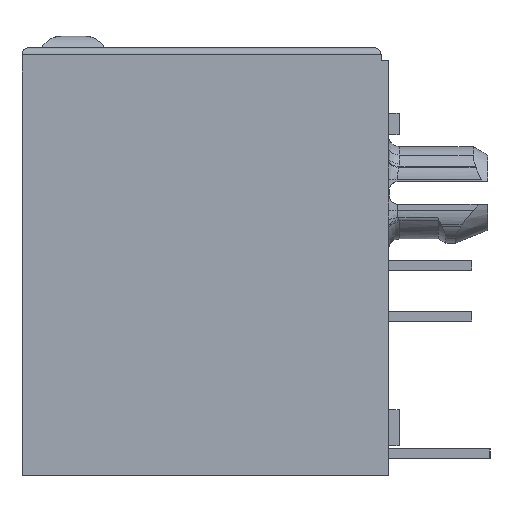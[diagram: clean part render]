
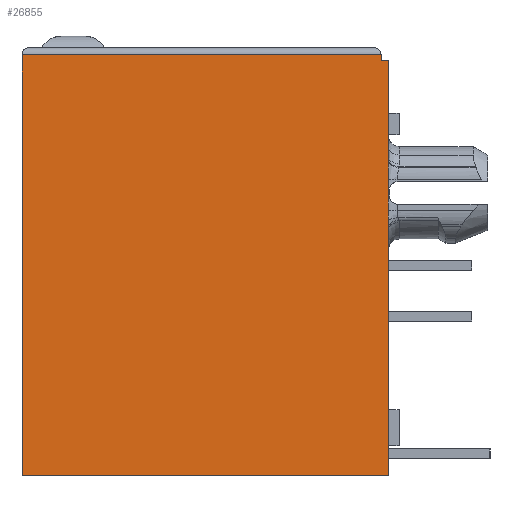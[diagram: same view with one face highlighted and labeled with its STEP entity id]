
A CAD part, left-side view. The second image highlights one B-rep face of the part: STEP entity #26855.
In plain terms, the highlighted planar face has unit normal (-1, 0, 0).
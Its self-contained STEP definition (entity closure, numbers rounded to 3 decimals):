
#386 = CARTESIAN_POINT ( 'NONE',  ( -7.937, -2.77, -0.193 ) ) ;
#814 = DIRECTION ( 'NONE',  ( -1., 0., 0. ) ) ;
#1068 = LINE ( 'NONE', #18882, #26639 ) ;
#1384 = CARTESIAN_POINT ( 'NONE',  ( -7.937, -2.77, -1.55 ) ) ;
#1524 = CARTESIAN_POINT ( 'NONE',  ( -7.937, -2.77, 0.198 ) ) ;
#2053 = VECTOR ( 'NONE', #25437, 1000. ) ;
#2585 = VERTEX_POINT ( 'NONE', #20072 ) ;
#2663 = LINE ( 'NONE', #17972, #14696 ) ;
#3221 = CARTESIAN_POINT ( 'NONE',  ( -7.937, -2.77, 5.638 ) ) ;
#4327 = DIRECTION ( 'NONE',  ( 0., 0., 1. ) ) ;
#4419 = DIRECTION ( 'NONE',  ( 0., 1., 0. ) ) ;
#4527 = EDGE_CURVE ( 'NONE', #11089, #5377, #27441, .T. ) ;
#4534 = CARTESIAN_POINT ( 'NONE',  ( -7.937, -2.77, 2.041 ) ) ;
#4610 = VERTEX_POINT ( 'NONE', #15332 ) ;
#4932 = CARTESIAN_POINT ( 'NONE',  ( -7.937, -2.516, 5.816 ) ) ;
#4950 = VECTOR ( 'NONE', #28162, 1000. ) ;
#5010 = CARTESIAN_POINT ( 'NONE',  ( -7.937, -2.77, 5.638 ) ) ;
#5223 = DIRECTION ( 'NONE',  ( 0., 0., 1. ) ) ;
#5312 = DIRECTION ( 'NONE',  ( 0., 0., 1. ) ) ;
#5377 = VERTEX_POINT ( 'NONE', #12135 ) ;
#5544 = CARTESIAN_POINT ( 'NONE',  ( -7.937, 3.643, -8.916 ) ) ;
#5789 = AXIS2_PLACEMENT_3D ( 'NONE', #12102, #814, #16635 ) ;
#5923 = CARTESIAN_POINT ( 'NONE',  ( -7.937, 10.057, -8.916 ) ) ;
#6205 = LINE ( 'NONE', #16023, #18228 ) ;
#6400 = LINE ( 'NONE', #3221, #18423 ) ;
#6472 = LINE ( 'NONE', #5010, #26707 ) ;
#6619 = EDGE_CURVE ( 'NONE', #7458, #9574, #22442, .T. ) ;
#6812 = VECTOR ( 'NONE', #4327, 1000. ) ;
#6929 = DIRECTION ( 'NONE',  ( 0., 0., 1. ) ) ;
#7098 = EDGE_CURVE ( 'NONE', #25608, #20518, #6472, .T. ) ;
#7458 = VERTEX_POINT ( 'NONE', #14093 ) ;
#7544 = DIRECTION ( 'NONE',  ( 0., 1., 0. ) ) ;
#8136 = LINE ( 'NONE', #1384, #18803 ) ;
#9312 = VECTOR ( 'NONE', #21322, 1000. ) ;
#9574 = VERTEX_POINT ( 'NONE', #21215 ) ;
#9984 = EDGE_CURVE ( 'NONE', #9574, #22292, #28034, .T. ) ;
#10178 = LINE ( 'NONE', #11829, #2053 ) ;
#11089 = VERTEX_POINT ( 'NONE', #17415 ) ;
#11576 = ORIENTED_EDGE ( 'NONE', *, *, #4527, .T. ) ;
#11829 = CARTESIAN_POINT ( 'NONE',  ( -7.937, -2.77, -8.916 ) ) ;
#12084 = ORIENTED_EDGE ( 'NONE', *, *, #16712, .T. ) ;
#12097 = VERTEX_POINT ( 'NONE', #28908 ) ;
#12099 = LINE ( 'NONE', #24461, #23453 ) ;
#12102 = CARTESIAN_POINT ( 'NONE',  ( -7.937, -2.77, -8.916 ) ) ;
#12135 = CARTESIAN_POINT ( 'NONE',  ( -7.937, -2.77, 1.451 ) ) ;
#12532 = VERTEX_POINT ( 'NONE', #13193 ) ;
#12960 = CARTESIAN_POINT ( 'NONE',  ( -7.937, -2.77, -1.55 ) ) ;
#13030 = ORIENTED_EDGE ( 'NONE', *, *, #7098, .F. ) ;
#13188 = ORIENTED_EDGE ( 'NONE', *, *, #14572, .T. ) ;
#13193 = CARTESIAN_POINT ( 'NONE',  ( -7.937, -2.77, 5.638 ) ) ;
#14009 = EDGE_CURVE ( 'NONE', #12097, #4610, #6205, .T. ) ;
#14093 = CARTESIAN_POINT ( 'NONE',  ( -7.937, -2.77, 0.025 ) ) ;
#14424 = VERTEX_POINT ( 'NONE', #5923 ) ;
#14572 = EDGE_CURVE ( 'NONE', #27613, #25944, #2663, .T. ) ;
#14696 = VECTOR ( 'NONE', #4419, 1000. ) ;
#14953 = VECTOR ( 'NONE', #22353, 1000. ) ;
#15047 = CARTESIAN_POINT ( 'NONE',  ( -7.937, -2.77, -0.295 ) ) ;
#15069 = DIRECTION ( 'NONE',  ( 0., 0., 1. ) ) ;
#15226 = DIRECTION ( 'NONE',  ( 0., 0., 1. ) ) ;
#15234 = EDGE_CURVE ( 'NONE', #12532, #2585, #18569, .T. ) ;
#15332 = CARTESIAN_POINT ( 'NONE',  ( -7.937, -2.77, 2.224 ) ) ;
#15653 = ORIENTED_EDGE ( 'NONE', *, *, #17572, .T. ) ;
#15992 = ORIENTED_EDGE ( 'NONE', *, *, #16005, .T. ) ;
#16005 = EDGE_CURVE ( 'NONE', #16189, #12097, #17830, .T. ) ;
#16023 = CARTESIAN_POINT ( 'NONE',  ( -7.937, -2.77, -1.55 ) ) ;
#16103 = CARTESIAN_POINT ( 'NONE',  ( -7.937, -2.77, -8.916 ) ) ;
#16189 = VERTEX_POINT ( 'NONE', #4534 ) ;
#16635 = DIRECTION ( 'NONE',  ( 0., 0., 1. ) ) ;
#16712 = EDGE_CURVE ( 'NONE', #25944, #14424, #27054, .T. ) ;
#16741 = CARTESIAN_POINT ( 'NONE',  ( -7.937, 3.643, 5.638 ) ) ;
#17415 = CARTESIAN_POINT ( 'NONE',  ( -7.937, -2.77, 1.016 ) ) ;
#17572 = EDGE_CURVE ( 'NONE', #18992, #7458, #12099, .T. ) ;
#17738 = ORIENTED_EDGE ( 'NONE', *, *, #15234, .T. ) ;
#17830 = LINE ( 'NONE', #12960, #23162 ) ;
#17915 = ORIENTED_EDGE ( 'NONE', *, *, #25564, .T. ) ;
#17972 = CARTESIAN_POINT ( 'NONE',  ( -7.937, 3.643, 5.816 ) ) ;
#18121 = LINE ( 'NONE', #20177, #6812 ) ;
#18228 = VECTOR ( 'NONE', #6929, 1000. ) ;
#18423 = VECTOR ( 'NONE', #19067, 1000. ) ;
#18569 = LINE ( 'NONE', #16741, #24617 ) ;
#18803 = VECTOR ( 'NONE', #19534, 1000. ) ;
#18882 = CARTESIAN_POINT ( 'NONE',  ( -7.937, -2.77, -1.55 ) ) ;
#18992 = VERTEX_POINT ( 'NONE', #386 ) ;
#19067 = DIRECTION ( 'NONE',  ( 0., 0., -1. ) ) ;
#19212 = CARTESIAN_POINT ( 'NONE',  ( -7.937, 10.057, 5.816 ) ) ;
#19534 = DIRECTION ( 'NONE',  ( 0., 0., 1. ) ) ;
#19636 = EDGE_CURVE ( 'NONE', #5377, #16189, #1068, .T. ) ;
#19646 = CARTESIAN_POINT ( 'NONE',  ( -7.937, -2.77, 0.965 ) ) ;
#19672 = EDGE_CURVE ( 'NONE', #12532, #4610, #6400, .T. ) ;
#19789 = ORIENTED_EDGE ( 'NONE', *, *, #19672, .F. ) ;
#19930 = ORIENTED_EDGE ( 'NONE', *, *, #24191, .T. ) ;
#19934 = EDGE_LOOP ( 'NONE', ( #25163, #15992, #27935, #19789, #17738, #19930, #13188, #12084, #20943, #13030, #17915, #15653, #22369, #26235, #27126, #11576 ) ) ;
#20072 = CARTESIAN_POINT ( 'NONE',  ( -7.937, -2.516, 5.638 ) ) ;
#20167 = CARTESIAN_POINT ( 'NONE',  ( -7.937, 10.057, -1.55 ) ) ;
#20177 = CARTESIAN_POINT ( 'NONE',  ( -7.937, -2.516, 4.8 ) ) ;
#20518 = VERTEX_POINT ( 'NONE', #16103 ) ;
#20582 = EDGE_CURVE ( 'NONE', #14424, #20518, #22325, .T. ) ;
#20859 = DIRECTION ( 'NONE',  ( 0., 0., -1. ) ) ;
#20943 = ORIENTED_EDGE ( 'NONE', *, *, #20582, .T. ) ;
#21215 = CARTESIAN_POINT ( 'NONE',  ( -7.937, -2.77, 0.373 ) ) ;
#21322 = DIRECTION ( 'NONE',  ( 0., 0., 1. ) ) ;
#21997 = VECTOR ( 'NONE', #5223, 1000. ) ;
#22042 = EDGE_CURVE ( 'NONE', #22292, #11089, #10178, .T. ) ;
#22292 = VERTEX_POINT ( 'NONE', #19646 ) ;
#22325 = LINE ( 'NONE', #5544, #4950 ) ;
#22353 = DIRECTION ( 'NONE',  ( 0., 0., -1. ) ) ;
#22369 = ORIENTED_EDGE ( 'NONE', *, *, #6619, .T. ) ;
#22442 = LINE ( 'NONE', #1524, #27770 ) ;
#23162 = VECTOR ( 'NONE', #15226, 1000. ) ;
#23453 = VECTOR ( 'NONE', #26759, 1000. ) ;
#24191 = EDGE_CURVE ( 'NONE', #2585, #27613, #18121, .T. ) ;
#24461 = CARTESIAN_POINT ( 'NONE',  ( -7.937, -2.77, -1.55 ) ) ;
#24617 = VECTOR ( 'NONE', #7544, 1000. ) ;
#25163 = ORIENTED_EDGE ( 'NONE', *, *, #19636, .T. ) ;
#25437 = DIRECTION ( 'NONE',  ( 0., 0., 1. ) ) ;
#25564 = EDGE_CURVE ( 'NONE', #25608, #18992, #8136, .T. ) ;
#25608 = VERTEX_POINT ( 'NONE', #15047 ) ;
#25712 = PLANE ( 'NONE',  #5789 ) ;
#25944 = VERTEX_POINT ( 'NONE', #19212 ) ;
#26235 = ORIENTED_EDGE ( 'NONE', *, *, #9984, .T. ) ;
#26639 = VECTOR ( 'NONE', #5312, 1000. ) ;
#26707 = VECTOR ( 'NONE', #20859, 1000. ) ;
#26759 = DIRECTION ( 'NONE',  ( 0., 0., 1. ) ) ;
#26855 = ADVANCED_FACE ( 'NONE', ( #26927 ), #25712, .T. ) ;
#26927 = FACE_OUTER_BOUND ( 'NONE', #19934, .T. ) ;
#27054 = LINE ( 'NONE', #20167, #14953 ) ;
#27126 = ORIENTED_EDGE ( 'NONE', *, *, #22042, .T. ) ;
#27441 = LINE ( 'NONE', #28366, #9312 ) ;
#27613 = VERTEX_POINT ( 'NONE', #4932 ) ;
#27770 = VECTOR ( 'NONE', #15069, 1000. ) ;
#27819 = CARTESIAN_POINT ( 'NONE',  ( -7.937, -2.77, -1.55 ) ) ;
#27935 = ORIENTED_EDGE ( 'NONE', *, *, #14009, .T. ) ;
#28034 = LINE ( 'NONE', #27819, #21997 ) ;
#28162 = DIRECTION ( 'NONE',  ( 0., -1., 0. ) ) ;
#28366 = CARTESIAN_POINT ( 'NONE',  ( -7.937, -2.77, -1.55 ) ) ;
#28908 = CARTESIAN_POINT ( 'NONE',  ( -7.937, -2.77, 2.07 ) ) ;
